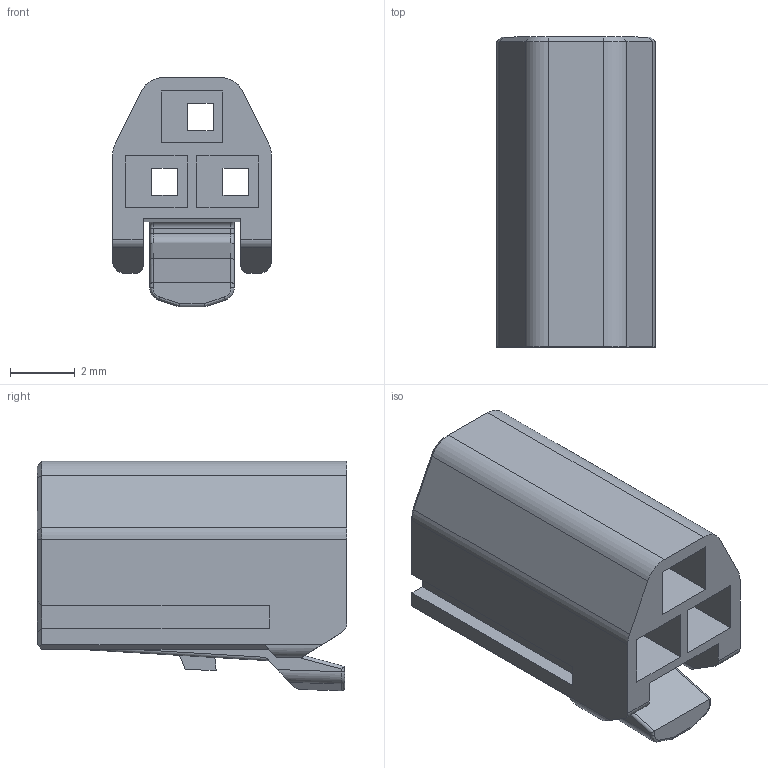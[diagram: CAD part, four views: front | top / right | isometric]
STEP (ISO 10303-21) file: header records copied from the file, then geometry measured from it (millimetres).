
FILE_DESCRIPTION(('CoCreate Modeling STEP Export'),'2;1');
FILE_NAME('DF62B-3S-2.2C.stp','2013-06-05T 8:21:51',(''),(''),'CoCreate Modeling STEP processor for AP214 (Solid Model)','CoCreate Modeling 17.0 01-Apr-2010 (C) Parametric Technology GmbH','');
FILE_SCHEMA(('AUTOMOTIVE_DESIGN { 1 0 10303 214 1 1 1 1 }'));
Length unit declared in the file: millimetre
Products named in the file (1): DF62B-3S-2.2C
Bounding box: 4.9 x 9.55 x 7.08 mm (x, y, z)
Volume: 135.4 mm3; surface area: 521.3 mm2
Topology: 1 solids, 1 shells, 134 faces, 346 edges, 218 vertices
Faces by surface type: plane 91, cylinder 27, torus 6, bspline 6, cone 4
Entity records: 5693 total; most frequent: CARTESIAN_POINT 2428, ORIENTED_EDGE 692, DIRECTION 642, EDGE_CURVE 346, VECTOR 266, LINE 266, VERTEX_POINT 218, AXIS2_PLACEMENT_3D 188
